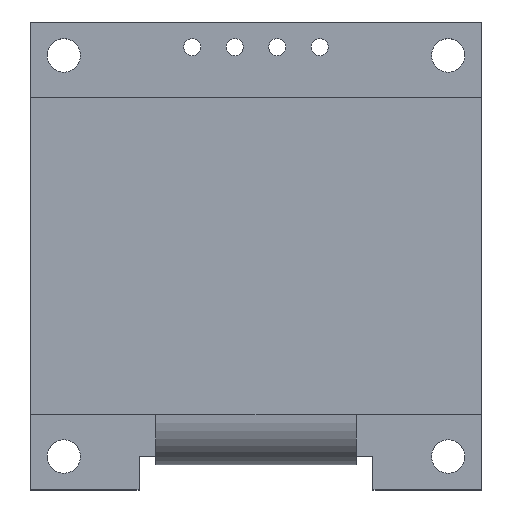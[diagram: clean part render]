
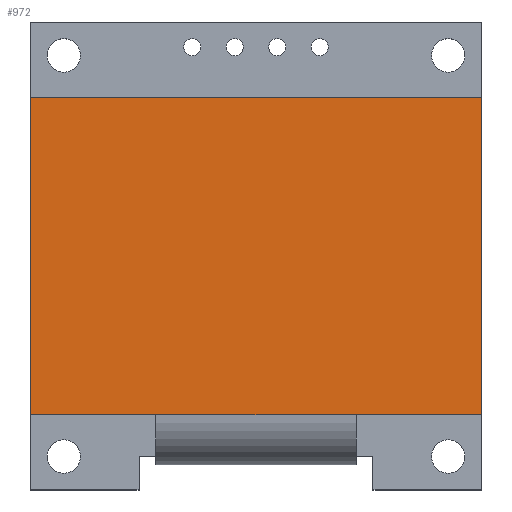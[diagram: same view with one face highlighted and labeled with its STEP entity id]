
A CAD part, top view. The second image highlights one B-rep face of the part: STEP entity #972.
In plain terms, the highlighted planar face has unit normal (0, 0, 1).
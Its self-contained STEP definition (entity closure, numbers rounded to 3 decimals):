
#682 = VERTEX_POINT('',#683);
#683 = CARTESIAN_POINT('',(6.,-9.5,4.5));
#689 = EDGE_CURVE('',#682,#690,#692,.T.);
#690 = VERTEX_POINT('',#691);
#691 = CARTESIAN_POINT('',(13.5,-9.5,4.5));
#692 = LINE('',#693,#694);
#693 = CARTESIAN_POINT('',(6.,-9.5,4.5));
#694 = VECTOR('',#695,1.);
#695 = DIRECTION('',(1.,0.,0.));
#746 = EDGE_CURVE('',#682,#747,#749,.T.);
#747 = VERTEX_POINT('',#748);
#748 = CARTESIAN_POINT('',(6.,-9.505,4.5));
#749 = LINE('',#750,#751);
#750 = CARTESIAN_POINT('',(6.,-9.5,4.5));
#751 = VECTOR('',#752,1.);
#752 = DIRECTION('',(0.,-1.,0.));
#820 = VERTEX_POINT('',#821);
#821 = CARTESIAN_POINT('',(-6.,-9.505,4.5));
#828 = EDGE_CURVE('',#820,#829,#831,.T.);
#829 = VERTEX_POINT('',#830);
#830 = CARTESIAN_POINT('',(-6.,-9.5,4.5));
#831 = LINE('',#832,#833);
#832 = CARTESIAN_POINT('',(-6.,-12.5,4.5));
#833 = VECTOR('',#834,1.);
#834 = DIRECTION('',(0.,1.,0.));
#869 = VERTEX_POINT('',#870);
#870 = CARTESIAN_POINT('',(-13.5,-9.5,4.5));
#876 = EDGE_CURVE('',#869,#829,#877,.T.);
#877 = LINE('',#878,#879);
#878 = CARTESIAN_POINT('',(-13.5,-9.5,4.5));
#879 = VECTOR('',#880,1.);
#880 = DIRECTION('',(1.,0.,0.));
#929 = VERTEX_POINT('',#930);
#930 = CARTESIAN_POINT('',(13.5,9.5,4.5));
#936 = EDGE_CURVE('',#929,#690,#937,.T.);
#937 = LINE('',#938,#939);
#938 = CARTESIAN_POINT('',(13.5,9.5,4.5));
#939 = VECTOR('',#940,1.);
#940 = DIRECTION('',(0.,-1.,0.));
#954 = EDGE_CURVE('',#869,#955,#957,.T.);
#955 = VERTEX_POINT('',#956);
#956 = CARTESIAN_POINT('',(-13.5,9.5,4.5));
#957 = LINE('',#958,#959);
#958 = CARTESIAN_POINT('',(-13.5,-9.5,4.5));
#959 = VECTOR('',#960,1.);
#960 = DIRECTION('',(0.,1.,0.));
#972 = ADVANCED_FACE('',(#973),#993,.F.);
#973 = FACE_BOUND('',#974,.F.);
#974 = EDGE_LOOP('',(#975,#976,#977,#983,#984,#985,#986,#992));
#975 = ORIENTED_EDGE('',*,*,#689,.F.);
#976 = ORIENTED_EDGE('',*,*,#746,.T.);
#977 = ORIENTED_EDGE('',*,*,#978,.F.);
#978 = EDGE_CURVE('',#820,#747,#979,.T.);
#979 = LINE('',#980,#981);
#980 = CARTESIAN_POINT('',(-13.5,-9.505,4.5));
#981 = VECTOR('',#982,1.);
#982 = DIRECTION('',(1.,0.,0.));
#983 = ORIENTED_EDGE('',*,*,#828,.T.);
#984 = ORIENTED_EDGE('',*,*,#876,.F.);
#985 = ORIENTED_EDGE('',*,*,#954,.T.);
#986 = ORIENTED_EDGE('',*,*,#987,.T.);
#987 = EDGE_CURVE('',#955,#929,#988,.T.);
#988 = LINE('',#989,#990);
#989 = CARTESIAN_POINT('',(-13.5,9.5,4.5));
#990 = VECTOR('',#991,1.);
#991 = DIRECTION('',(1.,0.,0.));
#992 = ORIENTED_EDGE('',*,*,#936,.T.);
#993 = PLANE('',#994);
#994 = AXIS2_PLACEMENT_3D('',#995,#996,#997);
#995 = CARTESIAN_POINT('',(0.,-1.041,4.5));
#996 = DIRECTION('',(-0.,-0.,-1.));
#997 = DIRECTION('',(-1.,0.,0.));
